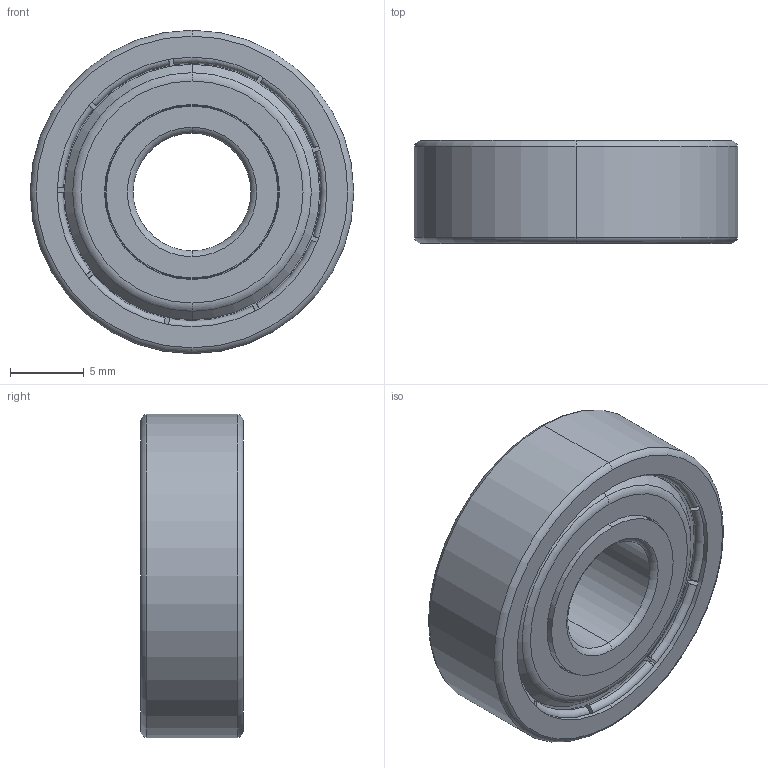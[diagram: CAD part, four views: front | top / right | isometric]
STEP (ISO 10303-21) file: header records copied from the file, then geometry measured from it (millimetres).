
FILE_DESCRIPTION (( 'STEP AP203' ), '1' );
FILE_NAME ('1600-0722-0008.STEP', '2018-05-10T20:38:16', ( '' ), ( '' ), 'SwSTEP 2.0', 'SolidWorks 2016', '' );
FILE_SCHEMA (( 'CONFIG_CONTROL_DESIGN' ));
Length unit declared in the file: millimetre
Products named in the file (1): 1600-0722-0008
Bounding box: 22 x 7 x 22 mm (x, y, z)
Volume: 2128.6 mm3; surface area: 1973.9 mm2
Topology: 19 solids, 19 shells, 126 faces, 216 edges, 140 vertices
Faces by surface type: plane 50, torus 48, cylinder 24, cone 4
Entity records: 3137 total; most frequent: DIRECTION 658, CARTESIAN_POINT 483, ORIENTED_EDGE 432, AXIS2_PLACEMENT_3D 315, EDGE_CURVE 216, CIRCLE 188, VERTEX_POINT 140, EDGE_LOOP 140
